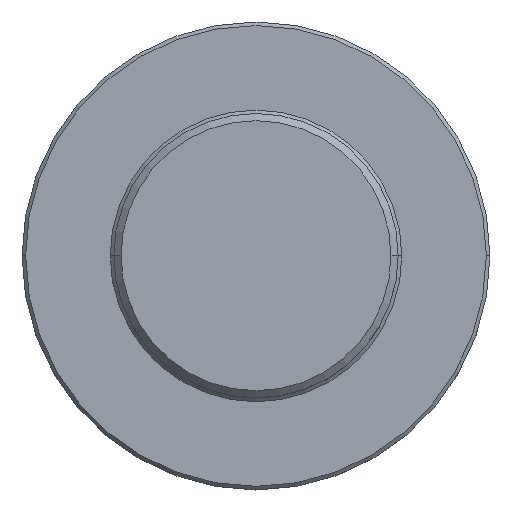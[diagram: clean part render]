
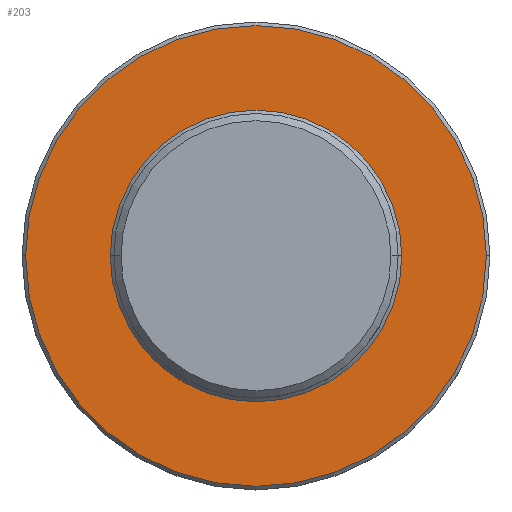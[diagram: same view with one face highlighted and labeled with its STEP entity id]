
A CAD part, top view. The second image highlights one B-rep face of the part: STEP entity #203.
In plain terms, the highlighted planar face has unit normal (0, 0, 1).
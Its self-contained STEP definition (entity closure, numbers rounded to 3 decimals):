
#17 = FACE_OUTER_BOUND ( 'NONE', #512, .T. ) ;
#40 = CARTESIAN_POINT ( 'NONE',  ( -49.829, -9.9, -38.4 ) ) ;
#60 = DIRECTION ( 'NONE',  ( -1., 0., 0. ) ) ;
#68 = CIRCLE ( 'NONE', #85, 12.15 ) ;
#69 = AXIS2_PLACEMENT_3D ( 'NONE', #137, #104, #260 ) ;
#85 = AXIS2_PLACEMENT_3D ( 'NONE', #281, #88, #244 ) ;
#88 = DIRECTION ( 'NONE',  ( 0., 0., -1. ) ) ;
#97 = CARTESIAN_POINT ( 'NONE',  ( -61.979, -9.9, -38.4 ) ) ;
#98 = VERTEX_POINT ( 'NONE', #40 ) ;
#104 = DIRECTION ( 'NONE',  ( 0., 0., 1. ) ) ;
#108 = EDGE_LOOP ( 'NONE', ( #334, #487 ) ) ;
#115 = CARTESIAN_POINT ( 'NONE',  ( -61.979, -9.9, -38.4 ) ) ;
#119 = EDGE_CURVE ( 'NONE', #157, #98, #68, .T. ) ;
#137 = CARTESIAN_POINT ( 'NONE',  ( -61.979, -9.9, -38.4 ) ) ;
#139 = VERTEX_POINT ( 'NONE', #164 ) ;
#157 = VERTEX_POINT ( 'NONE', #436 ) ;
#164 = CARTESIAN_POINT ( 'NONE',  ( -42.779, -9.9, -38.4 ) ) ;
#176 = CIRCLE ( 'NONE', #501, 12.15 ) ;
#203 = ADVANCED_FACE ( 'NONE', ( #484, #17 ), #220, .F. ) ;
#220 = PLANE ( 'NONE',  #326 ) ;
#225 = DIRECTION ( 'NONE',  ( -1., 0., 0. ) ) ;
#244 = DIRECTION ( 'NONE',  ( -1., 0., 0. ) ) ;
#257 = DIRECTION ( 'NONE',  ( 0., 0., -1. ) ) ;
#260 = DIRECTION ( 'NONE',  ( -1., 0., 0. ) ) ;
#262 = ORIENTED_EDGE ( 'NONE', *, *, #319, .T. ) ;
#269 = DIRECTION ( 'NONE',  ( 0., 0., 1. ) ) ;
#281 = CARTESIAN_POINT ( 'NONE',  ( -61.979, -9.9, -38.4 ) ) ;
#293 = CARTESIAN_POINT ( 'NONE',  ( -81.179, -9.9, -38.4 ) ) ;
#298 = VERTEX_POINT ( 'NONE', #293 ) ;
#319 = EDGE_CURVE ( 'NONE', #139, #298, #518, .T. ) ;
#326 = AXIS2_PLACEMENT_3D ( 'NONE', #97, #257, #60 ) ;
#334 = ORIENTED_EDGE ( 'NONE', *, *, #119, .T. ) ;
#356 = DIRECTION ( 'NONE',  ( -1., 0., 0. ) ) ;
#408 = EDGE_CURVE ( 'NONE', #98, #157, #176, .T. ) ;
#436 = CARTESIAN_POINT ( 'NONE',  ( -74.129, -9.9, -38.4 ) ) ;
#458 = ORIENTED_EDGE ( 'NONE', *, *, #513, .T. ) ;
#469 = DIRECTION ( 'NONE',  ( 0., 0., -1. ) ) ;
#472 = AXIS2_PLACEMENT_3D ( 'NONE', #115, #269, #225 ) ;
#483 = CIRCLE ( 'NONE', #472, 19.2 ) ;
#484 = FACE_BOUND ( 'NONE', #108, .T. ) ;
#487 = ORIENTED_EDGE ( 'NONE', *, *, #408, .T. ) ;
#501 = AXIS2_PLACEMENT_3D ( 'NONE', #511, #469, #356 ) ;
#511 = CARTESIAN_POINT ( 'NONE',  ( -61.979, -9.9, -38.4 ) ) ;
#512 = EDGE_LOOP ( 'NONE', ( #458, #262 ) ) ;
#513 = EDGE_CURVE ( 'NONE', #298, #139, #483, .T. ) ;
#518 = CIRCLE ( 'NONE', #69, 19.2 ) ;
